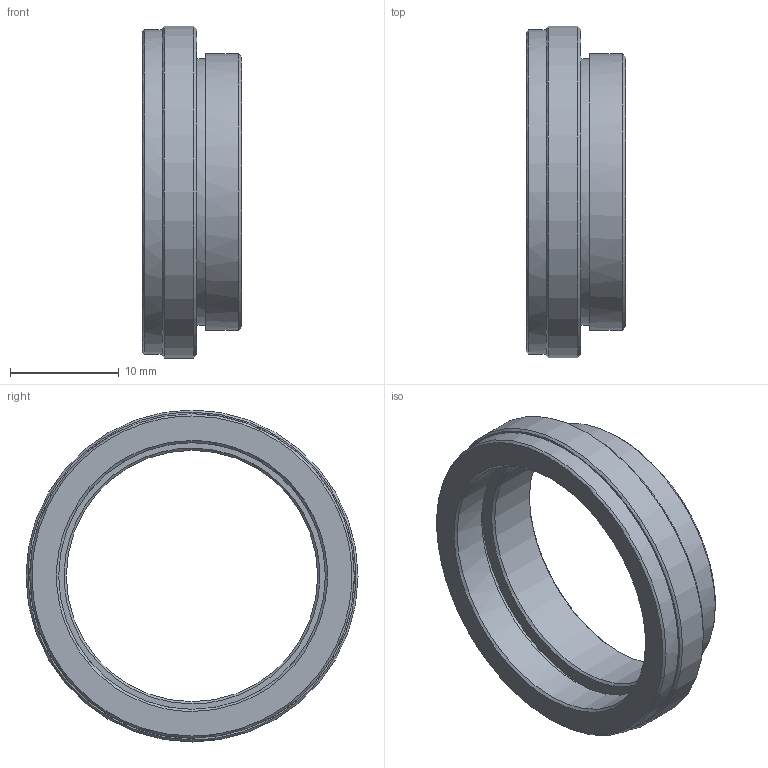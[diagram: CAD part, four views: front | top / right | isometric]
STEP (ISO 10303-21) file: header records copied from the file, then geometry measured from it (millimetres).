
FILE_DESCRIPTION (( 'STEP AP203' ), '1' );
FILE_NAME ('530213.step', '2025-08-20T01:19:39', ( 'Windows User' ), ( 'P R C' ), 'SwSTEP 2.0', 'SolidWorks 2020', '' );
FILE_SCHEMA (( 'CONFIG_CONTROL_DESIGN' ));
Length unit declared in the file: millimetre
Products named in the file (1): 530213
Bounding box: 9.1 x 30.5 x 30.5 mm (x, y, z)
Volume: 1545.7 mm3; surface area: 2216.6 mm2
Topology: 1 solids, 1 shells, 21 faces, 49 edges, 35 vertices
Faces by surface type: plane 7, cone 7, cylinder 7
Full cylindrical faces by diameter (mm): 23.1 x1, 24.5 x2, 25.4 x1, 26 x1, 29.8 x1, 30.5 x1
Entity records: 1269 total; most frequent: CARTESIAN_POINT 804, ORIENTED_EDGE 66, DIRECTION 62, EDGE_LOOP 42, VERTEX_POINT 33, EDGE_CURVE 33, AXIS2_PLACEMENT_3D 31, FACE_OUTER_BOUND 28
